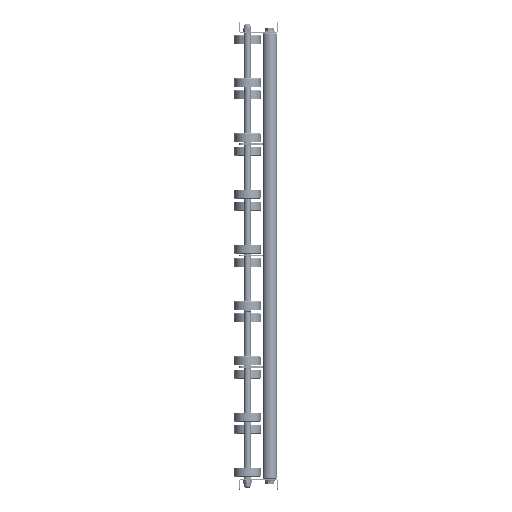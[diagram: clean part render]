
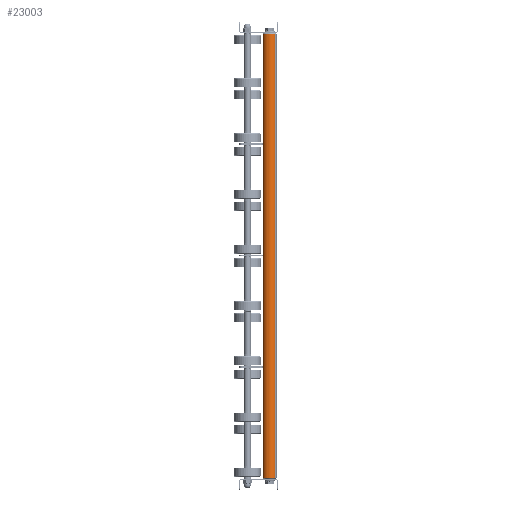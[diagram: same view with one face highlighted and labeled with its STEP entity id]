
A CAD part, left-side view. The second image highlights one B-rep face of the part: STEP entity #23003.
In plain terms, the highlighted cylindrical face has radius 12.5 mm (diameter 25 mm), a partial arc.
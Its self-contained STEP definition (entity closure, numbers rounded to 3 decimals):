
#767 = CIRCLE ( 'NONE', #23930, 12.5 ) ;
#1416 = VERTEX_POINT ( 'NONE', #27164 ) ;
#1877 = DIRECTION ( 'NONE',  ( 0., 0., 1. ) ) ;
#3489 = DIRECTION ( 'NONE',  ( -1., 0., 0. ) ) ;
#4087 = DIRECTION ( 'NONE',  ( -1., 0., 0. ) ) ;
#4202 = CARTESIAN_POINT ( 'NONE',  ( 800., 0., -12.5 ) ) ;
#4358 = VECTOR ( 'NONE', #3489, 1000. ) ;
#5138 = AXIS2_PLACEMENT_3D ( 'NONE', #10717, #4087, #1877 ) ;
#5607 = VERTEX_POINT ( 'NONE', #29089 ) ;
#6666 = EDGE_CURVE ( 'NONE', #25750, #5607, #28351, .T. ) ;
#7136 = DIRECTION ( 'NONE',  ( 0., 0., -1. ) ) ;
#7290 = CARTESIAN_POINT ( 'NONE',  ( 1., 0., -12.5 ) ) ;
#7813 = ORIENTED_EDGE ( 'NONE', *, *, #17588, .F. ) ;
#8263 = AXIS2_PLACEMENT_3D ( 'NONE', #23132, #9349, #7136 ) ;
#8641 = VECTOR ( 'NONE', #20017, 1000. ) ;
#9127 = DIRECTION ( 'NONE',  ( 0., 0., -1. ) ) ;
#9291 = EDGE_LOOP ( 'NONE', ( #7813, #29125, #21576, #22326 ) ) ;
#9349 = DIRECTION ( 'NONE',  ( 1., 0., 0. ) ) ;
#9660 = VERTEX_POINT ( 'NONE', #7290 ) ;
#10717 = CARTESIAN_POINT ( 'NONE',  ( 800., 0., 0. ) ) ;
#12189 = CARTESIAN_POINT ( 'NONE',  ( 800., 0., 12.5 ) ) ;
#14640 = CYLINDRICAL_SURFACE ( 'NONE', #5138, 12.5 ) ;
#17588 = EDGE_CURVE ( 'NONE', #1416, #9660, #24477, .T. ) ;
#19551 = CARTESIAN_POINT ( 'NONE',  ( 799., 0., 12.5 ) ) ;
#20017 = DIRECTION ( 'NONE',  ( -1., 0., 0. ) ) ;
#20527 = CARTESIAN_POINT ( 'NONE',  ( 799., 0., 0. ) ) ;
#21576 = ORIENTED_EDGE ( 'NONE', *, *, #6666, .T. ) ;
#22326 = ORIENTED_EDGE ( 'NONE', *, *, #26826, .T. ) ;
#23003 = ADVANCED_FACE ( 'NONE', ( #25914 ), #14640, .T. ) ;
#23132 = CARTESIAN_POINT ( 'NONE',  ( 1., 0., 0. ) ) ;
#23930 = AXIS2_PLACEMENT_3D ( 'NONE', #20527, #24688, #9127 ) ;
#24477 = LINE ( 'NONE', #4202, #8641 ) ;
#24688 = DIRECTION ( 'NONE',  ( -1., 0., 0. ) ) ;
#25366 = CIRCLE ( 'NONE', #8263, 12.5 ) ;
#25750 = VERTEX_POINT ( 'NONE', #19551 ) ;
#25914 = FACE_OUTER_BOUND ( 'NONE', #9291, .T. ) ;
#26826 = EDGE_CURVE ( 'NONE', #5607, #9660, #25366, .T. ) ;
#27164 = CARTESIAN_POINT ( 'NONE',  ( 799., 0., -12.5 ) ) ;
#27452 = EDGE_CURVE ( 'NONE', #1416, #25750, #767, .T. ) ;
#28351 = LINE ( 'NONE', #12189, #4358 ) ;
#29089 = CARTESIAN_POINT ( 'NONE',  ( 1., 0., 12.5 ) ) ;
#29125 = ORIENTED_EDGE ( 'NONE', *, *, #27452, .T. ) ;
